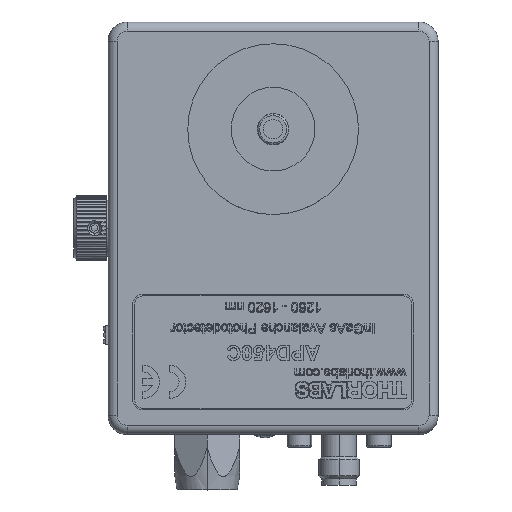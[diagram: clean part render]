
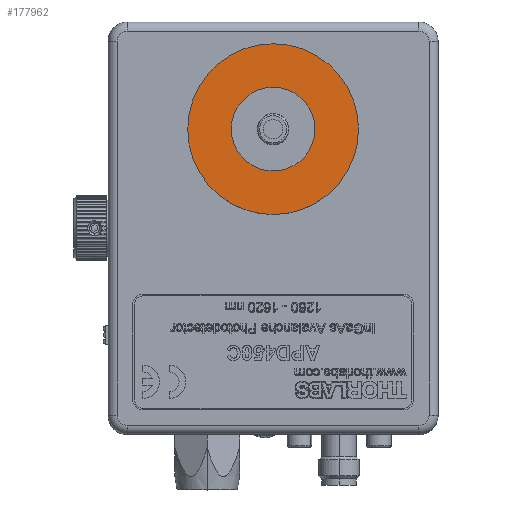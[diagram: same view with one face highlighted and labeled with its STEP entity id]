
A CAD part, top view. The second image highlights one B-rep face of the part: STEP entity #177962.
In plain terms, the highlighted planar face has unit normal (0, 0, 1).
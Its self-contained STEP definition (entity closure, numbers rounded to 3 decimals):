
#1966 = ORIENTED_EDGE ( 'NONE', *, *, #116097, .F. ) ;
#10123 = VERTEX_POINT ( 'NONE', #177074 ) ;
#12792 = DIRECTION ( 'NONE',  ( 1., 0., 0. ) ) ;
#14564 = DIRECTION ( 'NONE',  ( 1., 0., 0. ) ) ;
#37923 = CARTESIAN_POINT ( 'NONE',  ( 38.544, 47., 27.4 ) ) ;
#43569 = EDGE_LOOP ( 'NONE', ( #174313, #1966 ) ) ;
#43832 = AXIS2_PLACEMENT_3D ( 'NONE', #252796, #133834, #14564 ) ;
#48913 = FACE_BOUND ( 'NONE', #43569, .T. ) ;
#51931 = DIRECTION ( 'NONE',  ( 0., 0., 1. ) ) ;
#59913 = CARTESIAN_POINT ( 'NONE',  ( 25.4, 47., 27.4 ) ) ;
#66974 = AXIS2_PLACEMENT_3D ( 'NONE', #79621, #218689, #99630 ) ;
#79621 = CARTESIAN_POINT ( 'NONE',  ( 25.4, 47., 27.4 ) ) ;
#79914 = DIRECTION ( 'NONE',  ( 1., 0., 0. ) ) ;
#81424 = CARTESIAN_POINT ( 'NONE',  ( 18.961, 47., 27.4 ) ) ;
#85117 = VERTEX_POINT ( 'NONE', #37923 ) ;
#86276 = CARTESIAN_POINT ( 'NONE',  ( 12.255, 47., 27.4 ) ) ;
#99630 = DIRECTION ( 'NONE',  ( 1., 0., 0. ) ) ;
#104735 = CARTESIAN_POINT ( 'NONE',  ( 25.4, 47., 27.4 ) ) ;
#106651 = EDGE_CURVE ( 'NONE', #10123, #112262, #110795, .T. ) ;
#110795 = CIRCLE ( 'NONE', #240966, 6.439 ) ;
#111972 = CARTESIAN_POINT ( 'NONE',  ( 25.4, 47., 27.4 ) ) ;
#112262 = VERTEX_POINT ( 'NONE', #81424 ) ;
#116097 = EDGE_CURVE ( 'NONE', #112262, #10123, #204868, .T. ) ;
#124775 = DIRECTION ( 'NONE',  ( 1., 0., 0. ) ) ;
#132032 = PLANE ( 'NONE',  #224005 ) ;
#133834 = DIRECTION ( 'NONE',  ( 0., 0., 1. ) ) ;
#138190 = EDGE_LOOP ( 'NONE', ( #208487, #237997 ) ) ;
#138445 = VERTEX_POINT ( 'NONE', #86276 ) ;
#148602 = FACE_OUTER_BOUND ( 'NONE', #138190, .T. ) ;
#174313 = ORIENTED_EDGE ( 'NONE', *, *, #106651, .F. ) ;
#177074 = CARTESIAN_POINT ( 'NONE',  ( 31.839, 47., 27.4 ) ) ;
#177962 = ADVANCED_FACE ( 'NONE', ( #48913, #148602 ), #132032, .T. ) ;
#185919 = CIRCLE ( 'NONE', #66974, 13.144 ) ;
#192789 = CIRCLE ( 'NONE', #224750, 13.144 ) ;
#199063 = DIRECTION ( 'NONE',  ( 0., 0., 1. ) ) ;
#202098 = EDGE_CURVE ( 'NONE', #138445, #85117, #185919, .T. ) ;
#204868 = CIRCLE ( 'NONE', #43832, 6.439 ) ;
#208487 = ORIENTED_EDGE ( 'NONE', *, *, #202098, .T. ) ;
#218689 = DIRECTION ( 'NONE',  ( 0., 0., 1. ) ) ;
#224005 = AXIS2_PLACEMENT_3D ( 'NONE', #111972, #51931, #12792 ) ;
#224750 = AXIS2_PLACEMENT_3D ( 'NONE', #104735, #243721, #124775 ) ;
#237997 = ORIENTED_EDGE ( 'NONE', *, *, #249739, .T. ) ;
#240966 = AXIS2_PLACEMENT_3D ( 'NONE', #59913, #199063, #79914 ) ;
#243721 = DIRECTION ( 'NONE',  ( 0., 0., 1. ) ) ;
#249739 = EDGE_CURVE ( 'NONE', #85117, #138445, #192789, .T. ) ;
#252796 = CARTESIAN_POINT ( 'NONE',  ( 25.4, 47., 27.4 ) ) ;
